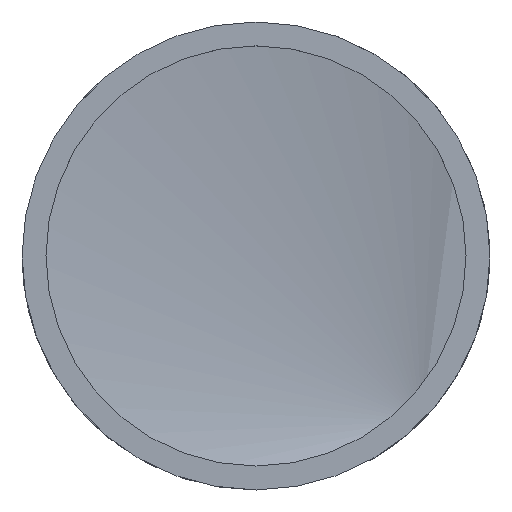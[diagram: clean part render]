
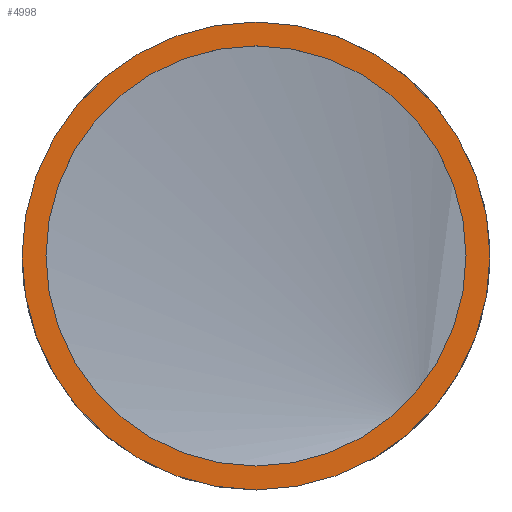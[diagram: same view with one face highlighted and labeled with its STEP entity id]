
A CAD part, top view. The second image highlights one B-rep face of the part: STEP entity #4998.
In plain terms, the highlighted planar face has unit normal (0, 0, 1).
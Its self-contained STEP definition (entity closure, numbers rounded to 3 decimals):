
#24 = VERTEX_POINT('',#25);
#25 = CARTESIAN_POINT('',(93.,0.,16.));
#32 = CYLINDRICAL_SURFACE('',#33,93.);
#33 = AXIS2_PLACEMENT_3D('',#34,#35,#36);
#34 = CARTESIAN_POINT('',(0.,0.,12.));
#35 = DIRECTION('',(-0.,-0.,-1.));
#36 = DIRECTION('',(1.,0.,0.));
#51 = EDGE_CURVE('',#24,#24,#52,.T.);
#52 = SURFACE_CURVE('',#53,(#58,#65),.PCURVE_S1.);
#53 = CIRCLE('',#54,93.);
#54 = AXIS2_PLACEMENT_3D('',#55,#56,#57);
#55 = CARTESIAN_POINT('',(0.,0.,16.));
#56 = DIRECTION('',(0.,0.,1.));
#57 = DIRECTION('',(1.,0.,0.));
#58 = PCURVE('',#32,#59);
#59 = DEFINITIONAL_REPRESENTATION('',(#60),#64);
#60 = LINE('',#61,#62);
#61 = CARTESIAN_POINT('',(-0.,-4.));
#62 = VECTOR('',#63,1.);
#63 = DIRECTION('',(-1.,0.));
#64 = ( GEOMETRIC_REPRESENTATION_CONTEXT(2) 
PARAMETRIC_REPRESENTATION_CONTEXT() REPRESENTATION_CONTEXT('2D SPACE',''
  ) );
#65 = PCURVE('',#66,#71);
#66 = PLANE('',#67);
#67 = AXIS2_PLACEMENT_3D('',#68,#69,#70);
#68 = CARTESIAN_POINT('',(0.,0.,16.));
#69 = DIRECTION('',(0.,0.,1.));
#70 = DIRECTION('',(1.,0.,0.));
#71 = DEFINITIONAL_REPRESENTATION('',(#72),#76);
#72 = CIRCLE('',#73,93.);
#73 = AXIS2_PLACEMENT_2D('',#74,#75);
#74 = CARTESIAN_POINT('',(0.,0.));
#75 = DIRECTION('',(1.,0.));
#76 = ( GEOMETRIC_REPRESENTATION_CONTEXT(2) 
PARAMETRIC_REPRESENTATION_CONTEXT() REPRESENTATION_CONTEXT('2D SPACE',''
  ) );
#4998 = ADVANCED_FACE('',(#4999,#5002),#66,.T.);
#4999 = FACE_BOUND('',#5000,.T.);
#5000 = EDGE_LOOP('',(#5001));
#5001 = ORIENTED_EDGE('',*,*,#51,.T.);
#5002 = FACE_BOUND('',#5003,.T.);
#5003 = EDGE_LOOP('',(#5004));
#5004 = ORIENTED_EDGE('',*,*,#5005,.F.);
#5005 = EDGE_CURVE('',#5006,#5006,#5008,.T.);
#5006 = VERTEX_POINT('',#5007);
#5007 = CARTESIAN_POINT('',(83.5,0.,16.));
#5008 = SURFACE_CURVE('',#5009,(#5014,#5021),.PCURVE_S1.);
#5009 = CIRCLE('',#5010,83.5);
#5010 = AXIS2_PLACEMENT_3D('',#5011,#5012,#5013);
#5011 = CARTESIAN_POINT('',(0.,0.,16.));
#5012 = DIRECTION('',(0.,0.,1.));
#5013 = DIRECTION('',(1.,0.,0.));
#5014 = PCURVE('',#66,#5015);
#5015 = DEFINITIONAL_REPRESENTATION('',(#5016),#5020);
#5016 = CIRCLE('',#5017,83.5);
#5017 = AXIS2_PLACEMENT_2D('',#5018,#5019);
#5018 = CARTESIAN_POINT('',(0.,0.));
#5019 = DIRECTION('',(1.,0.));
#5020 = ( GEOMETRIC_REPRESENTATION_CONTEXT(2) 
PARAMETRIC_REPRESENTATION_CONTEXT() REPRESENTATION_CONTEXT('2D SPACE',''
  ) );
#5021 = PCURVE('',#5022,#5027);
#5022 = CYLINDRICAL_SURFACE('',#5023,83.5);
#5023 = AXIS2_PLACEMENT_3D('',#5024,#5025,#5026);
#5024 = CARTESIAN_POINT('',(0.,0.,12.));
#5025 = DIRECTION('',(-0.,-0.,-1.));
#5026 = DIRECTION('',(1.,0.,0.));
#5027 = DEFINITIONAL_REPRESENTATION('',(#5028),#5032);
#5028 = LINE('',#5029,#5030);
#5029 = CARTESIAN_POINT('',(-0.,-4.));
#5030 = VECTOR('',#5031,1.);
#5031 = DIRECTION('',(-1.,0.));
#5032 = ( GEOMETRIC_REPRESENTATION_CONTEXT(2) 
PARAMETRIC_REPRESENTATION_CONTEXT() REPRESENTATION_CONTEXT('2D SPACE',''
  ) );
